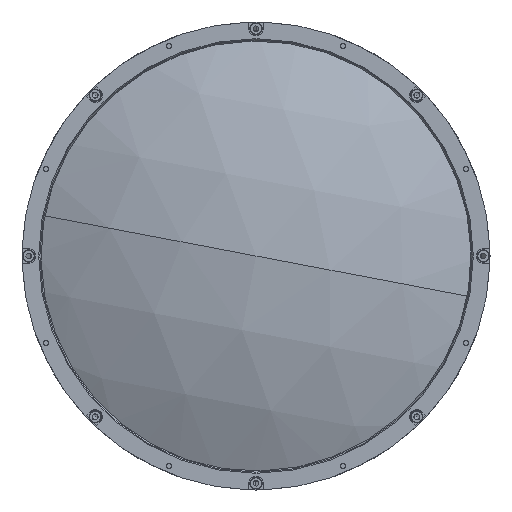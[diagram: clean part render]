
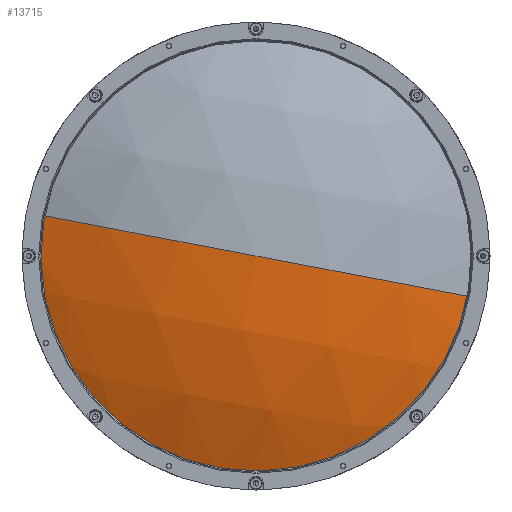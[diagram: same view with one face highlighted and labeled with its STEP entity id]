
A CAD part, left-side view. The second image highlights one B-rep face of the part: STEP entity #13715.
In plain terms, the highlighted spherical face has radius 231.3 mm.
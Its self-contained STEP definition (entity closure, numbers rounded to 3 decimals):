
#2919 = DIRECTION ( 'NONE',  ( 0., 0.187, -0.982 ) ) ;
#3449 = DIRECTION ( 'NONE',  ( 0., -0.187, 0.982 ) ) ;
#3886 = EDGE_CURVE ( 'NONE', #12481, #18666, #15680, .T. ) ;
#4098 = CIRCLE ( 'NONE', #17468, 231.3 ) ;
#4288 = ORIENTED_EDGE ( 'NONE', *, *, #11832, .F. ) ;
#4352 = CARTESIAN_POINT ( 'NONE',  ( 228.685, 0., 0. ) ) ;
#4829 = CARTESIAN_POINT ( 'NONE',  ( 19.407, 0., 0. ) ) ;
#5050 = ORIENTED_EDGE ( 'NONE', *, *, #8243, .T. ) ;
#5087 = AXIS2_PLACEMENT_3D ( 'NONE', #4352, #15086, #5865 ) ;
#5865 = DIRECTION ( 'NONE',  ( 0., 0.982, 0.187 ) ) ;
#6351 = DIRECTION ( 'NONE',  ( 0., 0.187, -0.982 ) ) ;
#7104 = ORIENTED_EDGE ( 'NONE', *, *, #3886, .T. ) ;
#8243 = EDGE_CURVE ( 'NONE', #18666, #10077, #4098, .T. ) ;
#9063 = AXIS2_PLACEMENT_3D ( 'NONE', #12659, #3449, #14207 ) ;
#9300 = EDGE_LOOP ( 'NONE', ( #7104, #5050, #4288 ) ) ;
#9876 = CARTESIAN_POINT ( 'NONE',  ( 19.407, -96.77, -18.381 ) ) ;
#10077 = VERTEX_POINT ( 'NONE', #12750 ) ;
#10987 = CARTESIAN_POINT ( 'NONE',  ( 19.407, 96.77, 18.381 ) ) ;
#11418 = CIRCLE ( 'NONE', #9063, 231.3 ) ;
#11832 = EDGE_CURVE ( 'NONE', #12481, #10077, #11418, .T. ) ;
#12118 = CARTESIAN_POINT ( 'NONE',  ( 228.685, 0., 0. ) ) ;
#12481 = VERTEX_POINT ( 'NONE', #10987 ) ;
#12659 = CARTESIAN_POINT ( 'NONE',  ( 228.685, 0., 0. ) ) ;
#12750 = CARTESIAN_POINT ( 'NONE',  ( -2.615, 0., 0. ) ) ;
#13667 = DIRECTION ( 'NONE',  ( 0., 0.982, 0.187 ) ) ;
#13715 = ADVANCED_FACE ( 'NONE', ( #18486 ), #14411, .T. ) ;
#13792 = AXIS2_PLACEMENT_3D ( 'NONE', #4829, #15574, #6351 ) ;
#14207 = DIRECTION ( 'NONE',  ( 0., -0.982, -0.187 ) ) ;
#14411 = SPHERICAL_SURFACE ( 'NONE', #5087, 231.3 ) ;
#15086 = DIRECTION ( 'NONE',  ( 0., 0.187, -0.982 ) ) ;
#15574 = DIRECTION ( 'NONE',  ( -1., 0., 0. ) ) ;
#15680 = CIRCLE ( 'NONE', #13792, 98.5 ) ;
#17468 = AXIS2_PLACEMENT_3D ( 'NONE', #12118, #2919, #13667 ) ;
#18486 = FACE_OUTER_BOUND ( 'NONE', #9300, .T. ) ;
#18666 = VERTEX_POINT ( 'NONE', #9876 ) ;
